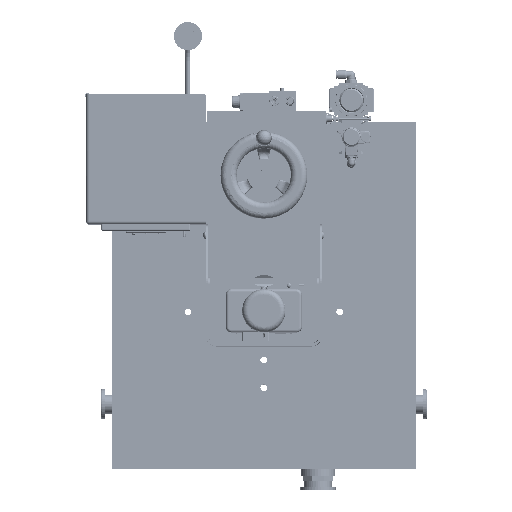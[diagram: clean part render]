
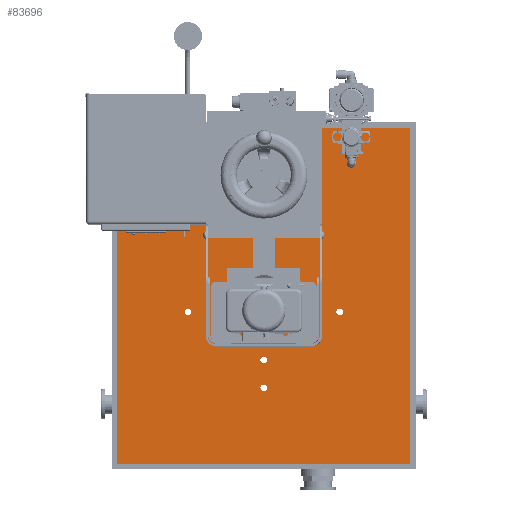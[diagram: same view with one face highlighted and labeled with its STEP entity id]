
A CAD part, top view. The second image highlights one B-rep face of the part: STEP entity #83696.
In plain terms, the highlighted planar face has unit normal (0, 0, 1).
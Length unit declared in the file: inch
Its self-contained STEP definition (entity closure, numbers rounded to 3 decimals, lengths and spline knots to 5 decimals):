
#82737=CARTESIAN_POINT('',(-4.25,1.155,-5.));
#82738=VERTEX_POINT('',#82737);
#82747=CARTESIAN_POINT('',(9.25,1.155,-5.));
#82748=VERTEX_POINT('',#82747);
#82749=CARTESIAN_POINT('',(2.5,1.155,-5.));
#82750=DIRECTION('',(1.,0.,0.));
#82751=VECTOR('',#82750,1.);
#82752=LINE('',#82749,#82751);
#82753=EDGE_CURVE('',#82738,#82748,#82752,.T.);
#82786=CARTESIAN_POINT('',(3.2495,-1.033,-5.));
#82787=VERTEX_POINT('',#82786);
#82794=CARTESIAN_POINT('',(3.4995,-1.033,-5.));
#82795=DIRECTION('',(0.,0.,-1.));
#82796=DIRECTION('',(1.,0.,0.));
#82797=AXIS2_PLACEMENT_3D('',#82794,#82795,#82796);
#82798=CIRCLE('',#82797,0.25);
#82799=EDGE_CURVE('',#82787,#82787,#82798,.T.);
#82819=CARTESIAN_POINT('',(2.2495,-2.22,-5.));
#82820=VERTEX_POINT('',#82819);
#82827=CARTESIAN_POINT('',(2.4995,-2.22,-5.));
#82828=DIRECTION('',(0.,0.,-1.));
#82829=DIRECTION('',(1.,0.,0.));
#82830=AXIS2_PLACEMENT_3D('',#82827,#82828,#82829);
#82831=CIRCLE('',#82830,0.25);
#82832=EDGE_CURVE('',#82820,#82820,#82831,.T.);
#82852=CARTESIAN_POINT('',(1.2505,-1.033,-5.));
#82853=VERTEX_POINT('',#82852);
#82860=CARTESIAN_POINT('',(1.5005,-1.033,-5.));
#82861=DIRECTION('',(0.,0.,-1.));
#82862=DIRECTION('',(1.,0.,0.));
#82863=AXIS2_PLACEMENT_3D('',#82860,#82861,#82862);
#82864=CIRCLE('',#82863,0.25);
#82865=EDGE_CURVE('',#82853,#82853,#82864,.T.);
#82885=CARTESIAN_POINT('',(2.2495,0.155,-5.));
#82886=VERTEX_POINT('',#82885);
#82893=CARTESIAN_POINT('',(2.4995,0.155,-5.));
#82894=DIRECTION('',(0.,0.,-1.));
#82895=DIRECTION('',(1.,0.,0.));
#82896=AXIS2_PLACEMENT_3D('',#82893,#82894,#82895);
#82897=CIRCLE('',#82896,0.25);
#82898=EDGE_CURVE('',#82886,#82886,#82897,.T.);
#83577=CARTESIAN_POINT('',(9.25,-14.345,-5.));
#83578=VERTEX_POINT('',#83577);
#83579=CARTESIAN_POINT('',(9.25,-6.595,-5.));
#83580=DIRECTION('',(0.,1.,0.));
#83581=VECTOR('',#83580,1.);
#83582=LINE('',#83579,#83581);
#83583=EDGE_CURVE('',#83578,#82748,#83582,.T.);
#83584=ORIENTED_EDGE('',*,*,#83583,.T.);
#83585=ORIENTED_EDGE('',*,*,#82753,.F.);
#83586=CARTESIAN_POINT('',(-4.25,-14.345,-5.));
#83587=VERTEX_POINT('',#83586);
#83588=CARTESIAN_POINT('',(-4.25,-6.595,-5.));
#83589=DIRECTION('',(0.,-1.,0.));
#83590=VECTOR('',#83589,1.);
#83591=LINE('',#83588,#83590);
#83592=EDGE_CURVE('',#82738,#83587,#83591,.T.);
#83593=ORIENTED_EDGE('',*,*,#83592,.T.);
#83594=CARTESIAN_POINT('',(2.5,-14.345,-5.));
#83595=DIRECTION('',(1.,0.,0.));
#83596=VECTOR('',#83595,1.);
#83597=LINE('',#83594,#83596);
#83598=EDGE_CURVE('',#83587,#83578,#83597,.T.);
#83599=ORIENTED_EDGE('',*,*,#83598,.T.);
#83600=EDGE_LOOP('',(#83584,#83585,#83593,#83599));
#83601=FACE_OUTER_BOUND('',#83600,.T.);
#83602=ORIENTED_EDGE('',*,*,#82898,.T.);
#83603=EDGE_LOOP('',(#83602));
#83604=FACE_BOUND('',#83603,.T.);
#83605=ORIENTED_EDGE('',*,*,#82865,.T.);
#83606=EDGE_LOOP('',(#83605));
#83607=FACE_BOUND('',#83606,.T.);
#83608=ORIENTED_EDGE('',*,*,#82832,.T.);
#83609=EDGE_LOOP('',(#83608));
#83610=FACE_BOUND('',#83609,.T.);
#83611=ORIENTED_EDGE('',*,*,#82799,.T.);
#83612=EDGE_LOOP('',(#83611));
#83613=FACE_BOUND('',#83612,.T.);
#83614=CARTESIAN_POINT('',(2.6565,-5.12625,-5.));
#83615=VERTEX_POINT('',#83614);
#83616=CARTESIAN_POINT('',(2.5,-5.12625,-5.));
#83617=DIRECTION('',(0.,0.,-1.));
#83618=DIRECTION('',(1.,0.,0.));
#83619=AXIS2_PLACEMENT_3D('',#83616,#83617,#83618);
#83620=CIRCLE('',#83619,0.1565);
#83621=EDGE_CURVE('',#83615,#83615,#83620,.T.);
#83622=ORIENTED_EDGE('',*,*,#83621,.T.);
#83623=EDGE_LOOP('',(#83622));
#83624=FACE_BOUND('',#83623,.T.);
#83625=CARTESIAN_POINT('',(6.1565,-7.345,-5.));
#83626=VERTEX_POINT('',#83625);
#83627=CARTESIAN_POINT('',(6.,-7.345,-5.));
#83628=DIRECTION('',(0.,0.,-1.));
#83629=DIRECTION('',(1.,0.,0.));
#83630=AXIS2_PLACEMENT_3D('',#83627,#83628,#83629);
#83631=CIRCLE('',#83630,0.1565);
#83632=EDGE_CURVE('',#83626,#83626,#83631,.T.);
#83633=ORIENTED_EDGE('',*,*,#83632,.T.);
#83634=EDGE_LOOP('',(#83633));
#83635=FACE_BOUND('',#83634,.T.);
#83636=CARTESIAN_POINT('',(4.87525,-7.345,-5.));
#83637=VERTEX_POINT('',#83636);
#83638=CARTESIAN_POINT('',(4.71875,-7.345,-5.));
#83639=DIRECTION('',(0.,0.,-1.));
#83640=DIRECTION('',(1.,0.,0.));
#83641=AXIS2_PLACEMENT_3D('',#83638,#83639,#83640);
#83642=CIRCLE('',#83641,0.1565);
#83643=EDGE_CURVE('',#83637,#83637,#83642,.T.);
#83644=ORIENTED_EDGE('',*,*,#83643,.T.);
#83645=EDGE_LOOP('',(#83644));
#83646=FACE_BOUND('',#83645,.T.);
#83647=CARTESIAN_POINT('',(-0.8435,-7.345,-5.));
#83648=VERTEX_POINT('',#83647);
#83649=CARTESIAN_POINT('',(-1.,-7.345,-5.));
#83650=DIRECTION('',(0.,0.,-1.));
#83651=DIRECTION('',(1.,0.,0.));
#83652=AXIS2_PLACEMENT_3D('',#83649,#83650,#83651);
#83653=CIRCLE('',#83652,0.1565);
#83654=EDGE_CURVE('',#83648,#83648,#83653,.T.);
#83655=ORIENTED_EDGE('',*,*,#83654,.T.);
#83656=EDGE_LOOP('',(#83655));
#83657=FACE_BOUND('',#83656,.T.);
#83658=CARTESIAN_POINT('',(0.43775,-7.345,-5.));
#83659=VERTEX_POINT('',#83658);
#83660=CARTESIAN_POINT('',(0.28125,-7.345,-5.));
#83661=DIRECTION('',(0.,0.,-1.));
#83662=DIRECTION('',(1.,0.,0.));
#83663=AXIS2_PLACEMENT_3D('',#83660,#83661,#83662);
#83664=CIRCLE('',#83663,0.1565);
#83665=EDGE_CURVE('',#83659,#83659,#83664,.T.);
#83666=ORIENTED_EDGE('',*,*,#83665,.T.);
#83667=EDGE_LOOP('',(#83666));
#83668=FACE_BOUND('',#83667,.T.);
#83669=CARTESIAN_POINT('',(2.6565,-9.56375,-5.));
#83670=VERTEX_POINT('',#83669);
#83671=CARTESIAN_POINT('',(2.5,-9.56375,-5.));
#83672=DIRECTION('',(0.,0.,-1.));
#83673=DIRECTION('',(1.,0.,0.));
#83674=AXIS2_PLACEMENT_3D('',#83671,#83672,#83673);
#83675=CIRCLE('',#83674,0.1565);
#83676=EDGE_CURVE('',#83670,#83670,#83675,.T.);
#83677=ORIENTED_EDGE('',*,*,#83676,.T.);
#83678=EDGE_LOOP('',(#83677));
#83679=FACE_BOUND('',#83678,.T.);
#83680=CARTESIAN_POINT('',(2.6565,-10.845,-5.));
#83681=VERTEX_POINT('',#83680);
#83682=CARTESIAN_POINT('',(2.5,-10.845,-5.));
#83683=DIRECTION('',(0.,0.,-1.));
#83684=DIRECTION('',(1.,0.,0.));
#83685=AXIS2_PLACEMENT_3D('',#83682,#83683,#83684);
#83686=CIRCLE('',#83685,0.1565);
#83687=EDGE_CURVE('',#83681,#83681,#83686,.T.);
#83688=ORIENTED_EDGE('',*,*,#83687,.T.);
#83689=EDGE_LOOP('',(#83688));
#83690=FACE_BOUND('',#83689,.T.);
#83691=CARTESIAN_POINT('',(2.5,-6.595,-5.));
#83692=DIRECTION('',(0.,0.,1.));
#83693=DIRECTION('',(1.,0.,0.));
#83694=AXIS2_PLACEMENT_3D('',#83691,#83692,#83693);
#83695=PLANE('',#83694);
#83696=ADVANCED_FACE('',(#83601,#83604,#83607,#83610,#83613,#83624,#83635,#83646,#83657,#83668,#83679,#83690),#83695,.T.);
